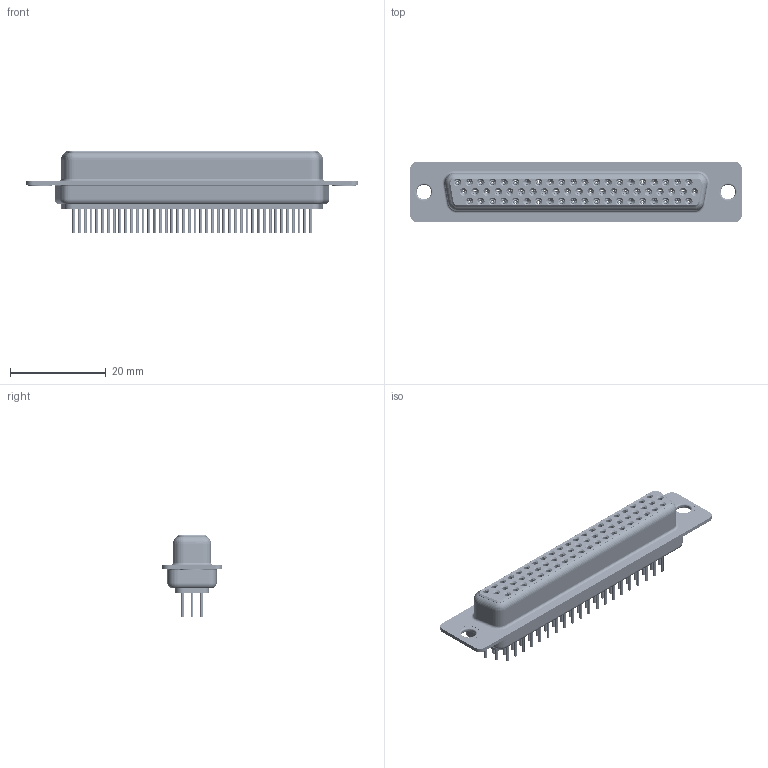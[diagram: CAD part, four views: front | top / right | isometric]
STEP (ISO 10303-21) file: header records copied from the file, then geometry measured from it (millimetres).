
FILE_DESCRIPTION (( 'STEP AP203' ), '1' );
FILE_NAME ('MHHDD-62FNS-A1.STEP', '2025-11-20T13:59:48', ( '' ), ( '' ), 'SwSTEP 2.0', 'SolidWorks 2023', '' );
FILE_SCHEMA (( 'CONFIG_CONTROL_DESIGN' ));
Length unit declared in the file: millimetre
Products named in the file (8): MHHDD Contact Row 3_30L; MHHDD Shell Front_62 Contacts; MHHDD Housing_62 Contacts; MHHDD-62FNS-A1; MHHDD Contact Row 1_30L; MHHDD Thru Hole Rivet; MHHDD Contact Row 2_30L; MHHDD Shell Rear_62 Contacts
Assembly tree (67 placements, depth 2):
  MHHDD-62FNS-A1
    MHHDD Housing_62 Contacts
    MHHDD Shell Front_62 Contacts
    MHHDD Shell Rear_62 Contacts
    MHHDD Contact Row 1_30L  x21
    MHHDD Contact Row 2_30L  x21
    MHHDD Contact Row 3_30L  x20
    MHHDD Thru Hole Rivet  x2
Bounding box: 69.32 x 12.55 x 17.1 mm (x, y, z)
Volume: 4374.4 mm3; surface area: 16974.2 mm2
Topology: 67 solids, 67 shells, 8136 faces, 20709 edges, 12842 vertices
Faces by surface type: cylinder 2167, plane 1993, torus 1677, bspline 1240, cone 1059
Entity records: 45421 total; most frequent: CARTESIAN_POINT 10397, DIRECTION 7358, ORIENTED_EDGE 6380, EDGE_CURVE 3190, AXIS2_PLACEMENT_3D 3116, VERTEX_POINT 2015, CIRCLE 1722, EDGE_LOOP 1717
